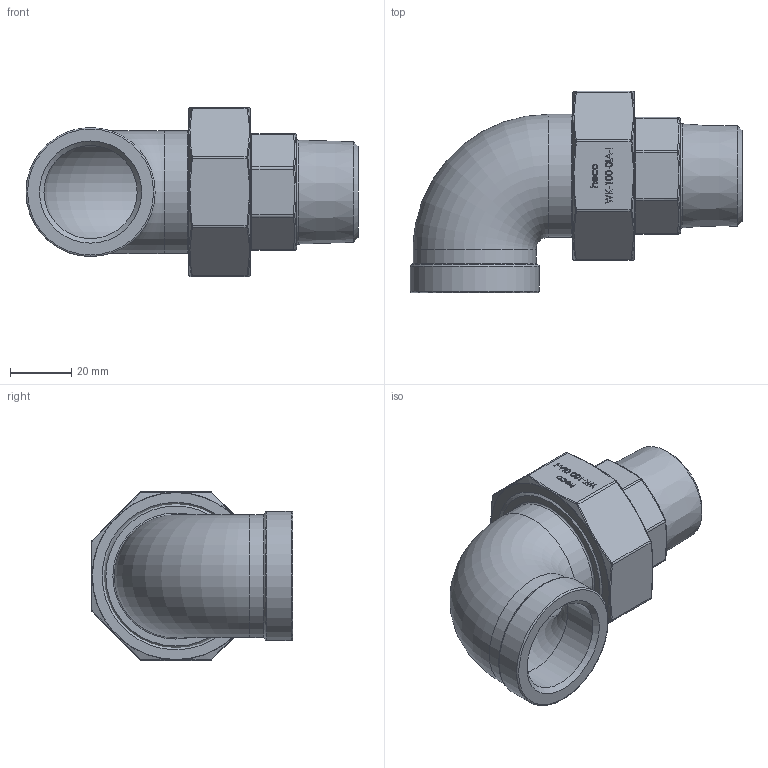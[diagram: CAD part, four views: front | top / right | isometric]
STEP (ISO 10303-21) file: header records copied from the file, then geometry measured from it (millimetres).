
FILE_DESCRIPTION (( 'STEP AP214' ), '1' );
FILE_NAME ('WK-100-0IA-I Winkelverschraubung konisch 2202.STEP', '2022-02-18T10:56:27', ( '' ), ( '' ), 'SwSTEP 2.0', 'SolidWorks 2019', '' );
FILE_SCHEMA (( 'AUTOMOTIVE_DESIGN' ));
Length unit declared in the file: millimetre
Products named in the file (1): WK-100-0IA-I Winkelverschraubung konisch 2202
Bounding box: 108 x 65.5 x 55.04 mm (x, y, z)
Volume: 72619.7 mm3; surface area: 38098.5 mm2
Topology: 3 solids, 3 shells, 347 faces, 825 edges, 521 vertices
Faces by surface type: plane 141, bspline 110, torus 45, cylinder 38, cone 13
Full cylindrical faces by diameter (mm): 25 x1, 30 x1, 30.29 x1, 34 x3, 40 x2, 42 x2, 42.5 x1, 45.5 x1, 45.84 x1, 48 x1
Entity records: 18229 total; most frequent: CARTESIAN_POINT 7408, ORIENTED_EDGE 1494, DIRECTION 1166, EDGE_CURVE 747, VERTEX_POINT 499, EDGE_LOOP 446, AXIS2_PLACEMENT_3D 417, FACE_OUTER_BOUND 390
